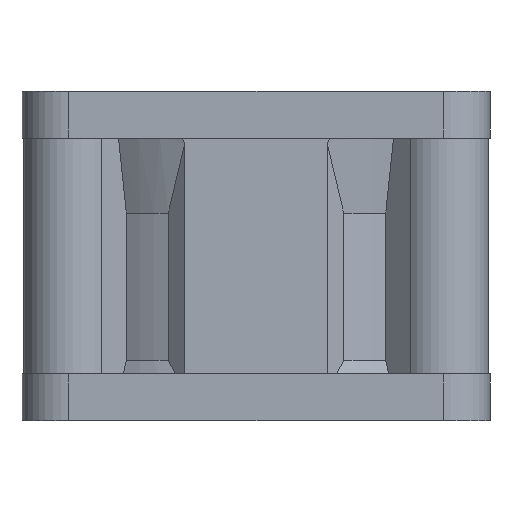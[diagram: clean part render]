
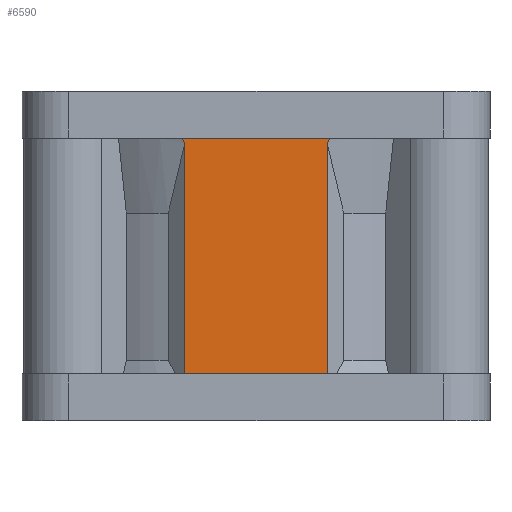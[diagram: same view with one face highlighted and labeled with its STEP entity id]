
A CAD part, left-side view. The second image highlights one B-rep face of the part: STEP entity #6590.
In plain terms, the highlighted planar face has unit normal (-1, 0, 0).
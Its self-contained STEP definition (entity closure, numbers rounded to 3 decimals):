
#971=DIRECTION('',(0.,1.,0.));
#972=VECTOR('',#971,12.662);
#973=CARTESIAN_POINT('',(-19.95,-6.331,-4.));
#974=LINE('',#973,#972);
#1316=DIRECTION('',(0.,1.,0.));
#1317=VECTOR('',#1316,12.2);
#1318=CARTESIAN_POINT('',(-19.95,-6.1,-24.2));
#1319=LINE('',#1318,#1317);
#1851=DIRECTION('',(0.,0.,1.));
#1852=VECTOR('',#1851,19.726);
#1853=CARTESIAN_POINT('',(-19.95,-6.1,-24.2));
#1854=LINE('',#1853,#1852);
#1873=CARTESIAN_POINT('',(-19.95,6.331,-4.));
#1874=CARTESIAN_POINT('',(-19.95,6.292,-4.08));
#1875=CARTESIAN_POINT('',(-19.95,6.215,-4.24));
#1876=CARTESIAN_POINT('',(-19.95,6.138,-4.396));
#1877=CARTESIAN_POINT('',(-19.95,6.1,-4.474));
#1879=CARTESIAN_POINT('',(-19.95,-6.1,-4.474));
#1880=CARTESIAN_POINT('',(-19.95,-6.138,-4.396));
#1881=CARTESIAN_POINT('',(-19.95,-6.215,-4.24));
#1882=CARTESIAN_POINT('',(-19.95,-6.292,-4.08));
#1883=CARTESIAN_POINT('',(-19.95,-6.331,-4.));
#1885=DIRECTION('',(0.,0.,1.));
#1886=VECTOR('',#1885,19.726);
#1887=CARTESIAN_POINT('',(-19.95,6.1,-24.2));
#1888=LINE('',#1887,#1886);
#3839=VERTEX_POINT('',#1873);
#3840=VERTEX_POINT('',#1877);
#3841=VERTEX_POINT('',#1879);
#3842=VERTEX_POINT('',#1883);
#3857=CARTESIAN_POINT('',(-19.95,6.1,-24.2));
#3858=VERTEX_POINT('',#3857);
#3859=CARTESIAN_POINT('',(-19.95,-6.1,-24.2));
#3860=VERTEX_POINT('',#3859);
#6576=CARTESIAN_POINT('',(-19.95,-19.94,-4.));
#6577=DIRECTION('',(1.,0.,0.));
#6578=DIRECTION('',(0.,1.,0.));
#6579=AXIS2_PLACEMENT_3D('',#6576,#6577,#6578);
#6580=PLANE('',#6579);
#6581=ORIENTED_EDGE('',*,*,#6048,.F.);
#6582=ORIENTED_EDGE('',*,*,#5396,.F.);
#6583=ORIENTED_EDGE('',*,*,#6064,.F.);
#6584=ORIENTED_EDGE('',*,*,#6567,.F.);
#6585=ORIENTED_EDGE('',*,*,#5752,.T.);
#6587=ORIENTED_EDGE('',*,*,#6586,.T.);
#6588=EDGE_LOOP('',(#6581,#6582,#6583,#6584,#6585,#6587));
#6589=FACE_OUTER_BOUND('',#6588,.F.);
#6590=ADVANCED_FACE('',(#6589),#6580,.F.);
#1878=B_SPLINE_CURVE_WITH_KNOTS('',3,(#1873,#1874,#1875,#1876,#1877),
.UNSPECIFIED.,.F.,.F.,(4,1,4),(0.,0.5,1.),.UNSPECIFIED.);
#1884=B_SPLINE_CURVE_WITH_KNOTS('',3,(#1879,#1880,#1881,#1882,#1883),
.UNSPECIFIED.,.F.,.F.,(4,1,4),(0.,0.5,1.),.UNSPECIFIED.);
#5396=EDGE_CURVE('',#3842,#3839,#974,.T.);
#5752=EDGE_CURVE('',#3860,#3858,#1319,.T.);
#6048=EDGE_CURVE('',#3839,#3840,#1878,.T.);
#6064=EDGE_CURVE('',#3841,#3842,#1884,.T.);
#6567=EDGE_CURVE('',#3860,#3841,#1854,.T.);
#6586=EDGE_CURVE('',#3858,#3840,#1888,.T.);
